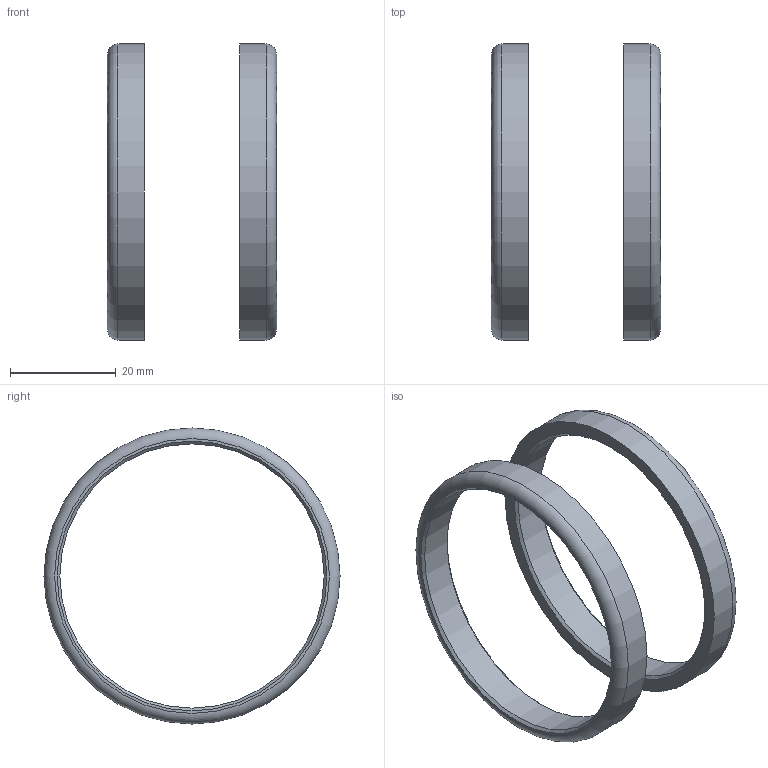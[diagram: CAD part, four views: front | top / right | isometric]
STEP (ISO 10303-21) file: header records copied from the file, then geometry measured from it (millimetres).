
FILE_DESCRIPTION(/* description */ ('','','2;1'),/* implementation_level */ '2;1');
FILE_NAME(/* name */ '',/* time_stamp */ '2021-05-02T22:11:29+02:00',/* author */ ('Mikael Hedlind'),/* organization */ ('KTH Royal Institute of Technology'),/* preprocessor_version */ '',/* originating_system */ '',/* authorization */ '');
FILE_SCHEMA(('AP242_MANAGED_MODEL_BASED_3D_ENGINEERING_MIM_LF'));
Length unit declared in the file: millimetre
Products named in the file (1): 3
Bounding box: 32 x 56 x 56 mm (x, y, z)
Volume: 6616.9 mm3; surface area: 6171.9 mm2
Topology: 2 solids, 2 shells, 14 faces, 28 edges, 18 vertices
Faces by surface type: plane 4, cylinder 4, cone 4, torus 2
Full cylindrical faces by diameter (mm): 50 x2, 56 x2
Entity records: 573 total; most frequent: DIRECTION 110, CARTESIAN_POINT 78, AXIS2_PLACEMENT_3D 55, ORIENTED_EDGE 28, EDGE_LOOP 28, FACE_BOUND 28, EDGE_CURVE 14, VERTEX_POINT 14
